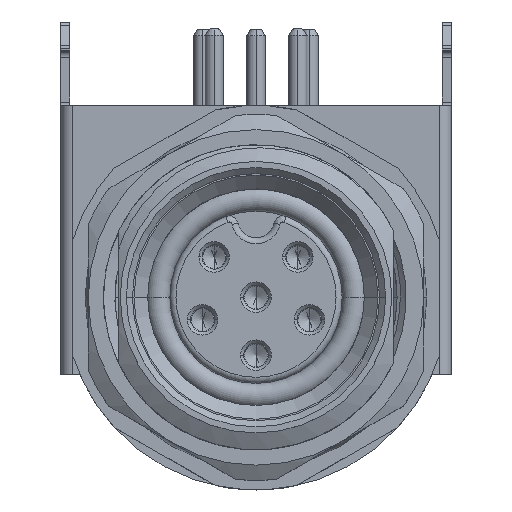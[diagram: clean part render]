
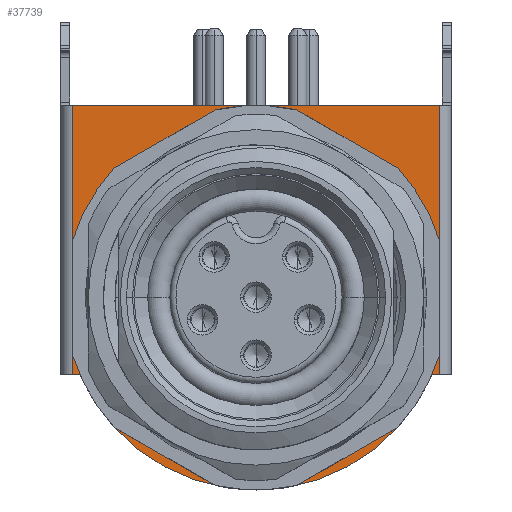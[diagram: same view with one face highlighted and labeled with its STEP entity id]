
A CAD part, top view. The second image highlights one B-rep face of the part: STEP entity #37739.
In plain terms, the highlighted planar face has unit normal (0, 0, 1).
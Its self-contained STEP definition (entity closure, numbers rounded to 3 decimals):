
#36090=DIRECTION('',(-1.,0.,0.));
#36091=VECTOR('',#36090,12.);
#36092=CARTESIAN_POINT('',(6.,6.3,-5.8));
#36093=LINE('',#36092,#36091);
#36293=DIRECTION('',(0.,1.,0.));
#36294=VECTOR('',#36293,8.8);
#36295=CARTESIAN_POINT('',(-6.,-2.5,-5.8));
#36296=LINE('',#36295,#36294);
#36297=DIRECTION('',(0.,-1.,0.));
#36298=VECTOR('',#36297,8.8);
#36299=CARTESIAN_POINT('',(6.,6.3,-5.8));
#36300=LINE('',#36299,#36298);
#36301=DIRECTION('',(-1.,0.,0.));
#36302=VECTOR('',#36301,0.217);
#36303=CARTESIAN_POINT('',(6.,-2.5,-5.8));
#36304=LINE('',#36303,#36302);
#36305=CARTESIAN_POINT('',(0.,0.,-5.8));
#36306=DIRECTION('',(0.,0.,-1.));
#36307=DIRECTION('',(0.918,-0.397,0.));
#36308=AXIS2_PLACEMENT_3D('',#36305,#36306,#36307);
#36310=DIRECTION('',(-1.,0.,0.));
#36311=VECTOR('',#36310,0.217);
#36312=CARTESIAN_POINT('',(-5.783,-2.5,-5.8));
#36313=LINE('',#36312,#36311);
#36314=CARTESIAN_POINT('',(0.,0.,-5.8));
#36315=DIRECTION('',(0.,0.,-1.));
#36316=DIRECTION('',(1.,0.,0.));
#36317=AXIS2_PLACEMENT_3D('',#36314,#36315,#36316);
#36319=CARTESIAN_POINT('',(0.,0.,-5.8));
#36320=DIRECTION('',(0.,0.,-1.));
#36321=DIRECTION('',(-1.,0.,0.));
#36322=AXIS2_PLACEMENT_3D('',#36319,#36320,#36321);
#37172=CARTESIAN_POINT('',(5.783,-2.5,-5.8));
#37174=VERTEX_POINT('',#37172);
#37176=CARTESIAN_POINT('',(-5.783,-2.5,-5.8));
#37178=VERTEX_POINT('',#37176);
#37181=CARTESIAN_POINT('',(-6.,6.3,-5.8));
#37183=VERTEX_POINT('',#37181);
#37184=CARTESIAN_POINT('',(-6.,-2.5,-5.8));
#37185=VERTEX_POINT('',#37184);
#37189=CARTESIAN_POINT('',(6.,-2.5,-5.8));
#37191=VERTEX_POINT('',#37189);
#37192=CARTESIAN_POINT('',(6.,6.3,-5.8));
#37193=VERTEX_POINT('',#37192);
#37212=CARTESIAN_POINT('',(5.15,0.,-5.8));
#37213=CARTESIAN_POINT('',(-5.15,0.,-5.8));
#37214=VERTEX_POINT('',#37212);
#37215=VERTEX_POINT('',#37213);
#37719=CARTESIAN_POINT('',(6.4,-2.5,-5.8));
#37720=DIRECTION('',(0.,0.,1.));
#37721=DIRECTION('',(0.,1.,0.));
#37722=AXIS2_PLACEMENT_3D('',#37719,#37720,#37721);
#37723=PLANE('',#37722);
#37724=ORIENTED_EDGE('',*,*,#37712,.T.);
#37725=ORIENTED_EDGE('',*,*,#37497,.F.);
#37726=ORIENTED_EDGE('',*,*,#37309,.T.);
#37727=ORIENTED_EDGE('',*,*,#37330,.T.);
#37729=ORIENTED_EDGE('',*,*,#37728,.T.);
#37730=ORIENTED_EDGE('',*,*,#37356,.T.);
#37731=EDGE_LOOP('',(#37724,#37725,#37726,#37727,#37729,#37730));
#37732=FACE_OUTER_BOUND('',#37731,.F.);
#37734=ORIENTED_EDGE('',*,*,#37733,.F.);
#37736=ORIENTED_EDGE('',*,*,#37735,.F.);
#37737=EDGE_LOOP('',(#37734,#37736));
#37738=FACE_BOUND('',#37737,.F.);
#36309=CIRCLE('',#36308,6.3);
#36318=CIRCLE('',#36317,5.15);
#36323=CIRCLE('',#36322,5.15);
#37309=EDGE_CURVE('',#37193,#37191,#36300,.T.);
#37330=EDGE_CURVE('',#37191,#37174,#36304,.T.);
#37356=EDGE_CURVE('',#37178,#37185,#36313,.T.);
#37497=EDGE_CURVE('',#37193,#37183,#36093,.T.);
#37712=EDGE_CURVE('',#37185,#37183,#36296,.T.);
#37728=EDGE_CURVE('',#37174,#37178,#36309,.T.);
#37733=EDGE_CURVE('',#37214,#37215,#36318,.T.);
#37735=EDGE_CURVE('',#37215,#37214,#36323,.T.);
#37739=ADVANCED_FACE('',(#37732,#37738),#37723,.T.);
